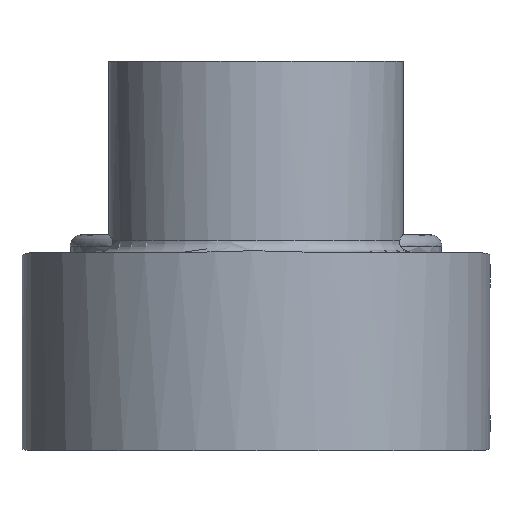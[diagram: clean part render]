
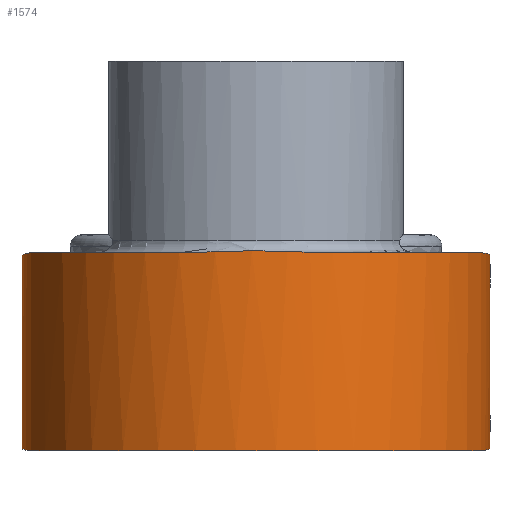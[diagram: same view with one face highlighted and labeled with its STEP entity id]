
A CAD part, left-side view. The second image highlights one B-rep face of the part: STEP entity #1574.
In plain terms, the highlighted cylindrical face has radius 39 mm (diameter 78 mm), a partial arc.
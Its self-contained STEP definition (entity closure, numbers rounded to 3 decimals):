
#69=CYLINDRICAL_SURFACE('',#1804,39.);
#194=LINE('',#2818,#284);
#196=LINE('',#2877,#286);
#284=VECTOR('',#2257,10.);
#286=VECTOR('',#2299,10.);
#400=FACE_OUTER_BOUND('',#519,.T.);
#519=EDGE_LOOP('',(#1433,#1434,#1435,#1436,#1437,#1438,#1439,#1440,#1441,
#1442));
#542=CIRCLE('',#1615,39.);
#544=CIRCLE('',#1617,39.);
#621=CIRCLE('',#1747,39.);
#652=B_SPLINE_CURVE_WITH_KNOTS('',3,(#2343,#2344,#2345,#2346,#2347,#2348,
#2349,#2350,#2351,#2352,#2353,#2354,#2355,#2356,#2357,#2358),
 .UNSPECIFIED.,.F.,.F.,(4,2,2,2,2,2,2,4),(0.783,1.158,
1.355,1.464,1.56,1.691,1.848,
2.085),.UNSPECIFIED.);
#659=B_SPLINE_CURVE_WITH_KNOTS('',3,(#2756,#2757,#2758,#2759,#2760,#2761,
#2762,#2763),.UNSPECIFIED.,.F.,.F.,(4,2,2,4),(1.529,1.759,
2.277,2.551),.UNSPECIFIED.);
#660=B_SPLINE_CURVE_WITH_KNOTS('',3,(#2779,#2780,#2781,#2782,#2783,#2784,
#2785,#2786),.UNSPECIFIED.,.F.,.F.,(4,2,2,4),(5.474,5.748,
6.265,6.496),.UNSPECIFIED.);
#661=B_SPLINE_CURVE_WITH_KNOTS('',3,(#2825,#2826,#2827,#2828,#2829,#2830,
#2831,#2832),.UNSPECIFIED.,.F.,.F.,(4,2,2,4),(5.473,5.747,
6.265,6.496),.UNSPECIFIED.);
#663=B_SPLINE_CURVE_WITH_KNOTS('',3,(#2846,#2847,#2848,#2849,#2850,#2851,
#2852,#2853),.UNSPECIFIED.,.F.,.F.,(4,2,2,4),(1.528,1.759,
2.276,2.551),.UNSPECIFIED.);
#665=VERTEX_POINT('',#2341);
#666=VERTEX_POINT('',#2342);
#674=VERTEX_POINT('',#2416);
#679=VERTEX_POINT('',#2426);
#767=VERTEX_POINT('',#2711);
#769=VERTEX_POINT('',#2714);
#783=VERTEX_POINT('',#2754);
#787=VERTEX_POINT('',#2778);
#797=VERTEX_POINT('',#2817);
#798=VERTEX_POINT('',#2824);
#809=EDGE_CURVE('',#665,#666,#652,.F.);
#819=EDGE_CURVE('',#665,#674,#542,.T.);
#825=EDGE_CURVE('',#679,#666,#544,.T.);
#959=EDGE_CURVE('',#769,#767,#621,.T.);
#980=EDGE_CURVE('',#783,#767,#659,.T.);
#988=EDGE_CURVE('',#769,#787,#660,.T.);
#1004=EDGE_CURVE('',#787,#797,#194,.T.);
#1008=EDGE_CURVE('',#674,#798,#661,.T.);
#1012=EDGE_CURVE('',#797,#679,#663,.T.);
#1021=EDGE_CURVE('',#783,#798,#196,.T.);
#1433=ORIENTED_EDGE('',*,*,#980,.F.);
#1434=ORIENTED_EDGE('',*,*,#1021,.T.);
#1435=ORIENTED_EDGE('',*,*,#1008,.F.);
#1436=ORIENTED_EDGE('',*,*,#819,.F.);
#1437=ORIENTED_EDGE('',*,*,#809,.T.);
#1438=ORIENTED_EDGE('',*,*,#825,.F.);
#1439=ORIENTED_EDGE('',*,*,#1012,.F.);
#1440=ORIENTED_EDGE('',*,*,#1004,.F.);
#1441=ORIENTED_EDGE('',*,*,#988,.F.);
#1442=ORIENTED_EDGE('',*,*,#959,.T.);
#1574=ADVANCED_FACE('',(#400),#69,.T.);
#1615=AXIS2_PLACEMENT_3D('',#2417,#1837,#1838);
#1617=AXIS2_PLACEMENT_3D('',#2428,#1845,#1846);
#1747=AXIS2_PLACEMENT_3D('',#2715,#2160,#2161);
#1804=AXIS2_PLACEMENT_3D('',#2876,#2297,#2298);
#1837=DIRECTION('center_axis',(0.,0.,1.));
#1838=DIRECTION('ref_axis',(0.,1.,0.));
#1845=DIRECTION('center_axis',(0.,0.,1.));
#1846=DIRECTION('ref_axis',(0.,1.,0.));
#2160=DIRECTION('center_axis',(0.,0.,1.));
#2161=DIRECTION('ref_axis',(0.,1.,0.));
#2257=DIRECTION('',(0.,0.,1.));
#2297=DIRECTION('center_axis',(0.,0.,1.));
#2298=DIRECTION('ref_axis',(0.,1.,0.));
#2299=DIRECTION('',(0.,0.,1.));
#2341=CARTESIAN_POINT('',(-216.843,-12.791,33.));
#2342=CARTESIAN_POINT('',(-216.843,12.791,33.));
#2343=CARTESIAN_POINT('Ctrl Pts',(-216.843,12.791,33.));
#2344=CARTESIAN_POINT('Ctrl Pts',(-217.516,10.852,33.));
#2345=CARTESIAN_POINT('Ctrl Pts',(-218.088,8.715,33.091));
#2346=CARTESIAN_POINT('Ctrl Pts',(-218.678,5.15,33.235));
#2347=CARTESIAN_POINT('Ctrl Pts',(-218.827,3.893,33.282));
#2348=CARTESIAN_POINT('Ctrl Pts',(-218.96,1.898,33.327));
#2349=CARTESIAN_POINT('Ctrl Pts',(-218.989,1.175,33.337));
#2350=CARTESIAN_POINT('Ctrl Pts',(-219.005,-0.21,
33.343));
#2351=CARTESIAN_POINT('Ctrl Pts',(-218.996,-0.868,
33.34));
#2352=CARTESIAN_POINT('Ctrl Pts',(-218.934,-2.444,33.318));
#2353=CARTESIAN_POINT('Ctrl Pts',(-218.866,-3.363,33.295));
#2354=CARTESIAN_POINT('Ctrl Pts',(-218.639,-5.414,33.226));
#2355=CARTESIAN_POINT('Ctrl Pts',(-218.464,-6.548,33.178));
#2356=CARTESIAN_POINT('Ctrl Pts',(-217.89,-9.403,33.064));
#2357=CARTESIAN_POINT('Ctrl Pts',(-217.427,-11.108,33.));
#2358=CARTESIAN_POINT('Ctrl Pts',(-216.843,-12.791,33.));
#2416=CARTESIAN_POINT('',(-190.61,-37.529,33.));
#2417=CARTESIAN_POINT('Origin',(-180.,0.,33.));
#2426=CARTESIAN_POINT('',(-190.61,37.529,33.));
#2428=CARTESIAN_POINT('Origin',(-180.,0.,33.));
#2711=CARTESIAN_POINT('',(-190.61,-37.529,0.));
#2714=CARTESIAN_POINT('',(-190.61,37.529,0.));
#2715=CARTESIAN_POINT('Origin',(-180.,0.,0.));
#2754=CARTESIAN_POINT('',(-180.,-39.,0.442));
#2756=CARTESIAN_POINT('Ctrl Pts',(-180.,-39.,0.442));
#2757=CARTESIAN_POINT('Ctrl Pts',(-180.794,-39.,0.418));
#2758=CARTESIAN_POINT('Ctrl Pts',(-181.597,-38.976,0.385));
#2759=CARTESIAN_POINT('Ctrl Pts',(-184.209,-38.814,0.258));
#2760=CARTESIAN_POINT('Ctrl Pts',(-186.031,-38.574,0.14));
#2761=CARTESIAN_POINT('Ctrl Pts',(-188.759,-38.016,0.027));
#2762=CARTESIAN_POINT('Ctrl Pts',(-189.694,-37.788,0.));
#2763=CARTESIAN_POINT('Ctrl Pts',(-190.61,-37.529,0.));
#2778=CARTESIAN_POINT('',(-180.,39.,0.442));
#2779=CARTESIAN_POINT('Ctrl Pts',(-190.61,37.529,0.));
#2780=CARTESIAN_POINT('Ctrl Pts',(-189.694,37.788,0.));
#2781=CARTESIAN_POINT('Ctrl Pts',(-188.759,38.016,0.027));
#2782=CARTESIAN_POINT('Ctrl Pts',(-186.031,38.574,0.14));
#2783=CARTESIAN_POINT('Ctrl Pts',(-184.209,38.814,0.258));
#2784=CARTESIAN_POINT('Ctrl Pts',(-181.597,38.976,0.385));
#2785=CARTESIAN_POINT('Ctrl Pts',(-180.794,39.,0.418));
#2786=CARTESIAN_POINT('Ctrl Pts',(-180.,39.,0.442));
#2817=CARTESIAN_POINT('',(-180.,39.,32.558));
#2818=CARTESIAN_POINT('',(-180.,39.,0.));
#2824=CARTESIAN_POINT('',(-180.,-39.,32.558));
#2825=CARTESIAN_POINT('Ctrl Pts',(-190.61,-37.529,33.));
#2826=CARTESIAN_POINT('Ctrl Pts',(-189.694,-37.788,33.));
#2827=CARTESIAN_POINT('Ctrl Pts',(-188.759,-38.016,32.973));
#2828=CARTESIAN_POINT('Ctrl Pts',(-186.031,-38.574,32.86));
#2829=CARTESIAN_POINT('Ctrl Pts',(-184.209,-38.814,32.742));
#2830=CARTESIAN_POINT('Ctrl Pts',(-181.597,-38.976,32.615));
#2831=CARTESIAN_POINT('Ctrl Pts',(-180.794,-39.,32.582));
#2832=CARTESIAN_POINT('Ctrl Pts',(-180.,-39.,32.558));
#2846=CARTESIAN_POINT('Ctrl Pts',(-180.,39.,32.558));
#2847=CARTESIAN_POINT('Ctrl Pts',(-180.794,39.,32.582));
#2848=CARTESIAN_POINT('Ctrl Pts',(-181.597,38.976,32.615));
#2849=CARTESIAN_POINT('Ctrl Pts',(-184.209,38.814,32.742));
#2850=CARTESIAN_POINT('Ctrl Pts',(-186.031,38.574,32.86));
#2851=CARTESIAN_POINT('Ctrl Pts',(-188.759,38.016,32.973));
#2852=CARTESIAN_POINT('Ctrl Pts',(-189.694,37.788,33.));
#2853=CARTESIAN_POINT('Ctrl Pts',(-190.61,37.529,33.));
#2876=CARTESIAN_POINT('Origin',(-180.,0.,0.));
#2877=CARTESIAN_POINT('',(-180.,-39.,0.));
